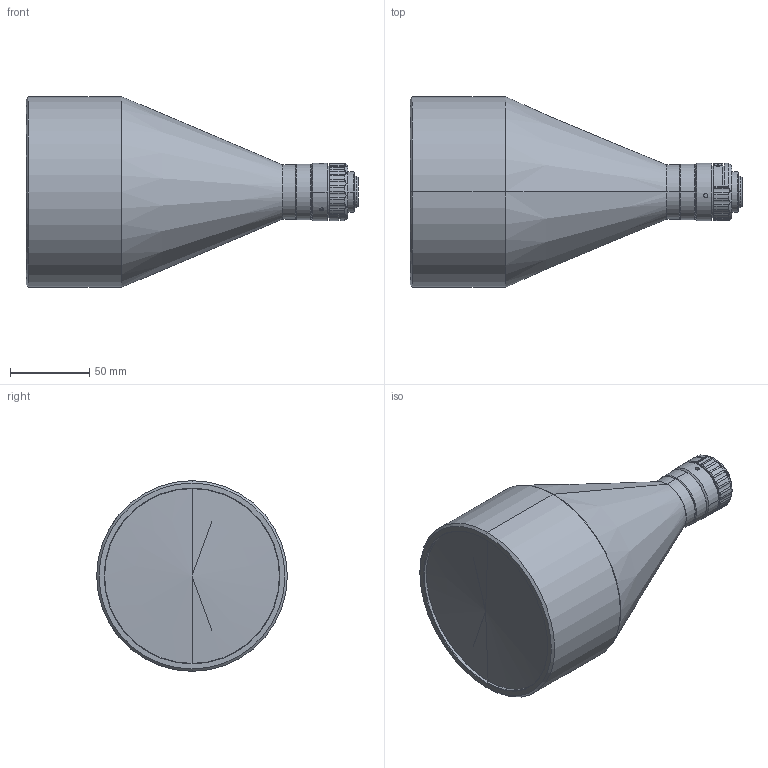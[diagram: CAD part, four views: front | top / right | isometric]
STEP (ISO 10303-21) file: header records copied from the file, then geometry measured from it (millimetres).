
FILE_DESCRIPTION (( 'STEP AP203' ), '1' );
FILE_NAME ('DTCM125-90-AL.STEP', '2019-11-13T03:38:28', ( 'Windows 蚚誧' ), ( '' ), 'SwSTEP 2.0', 'SolidWorks 2017', '' );
FILE_SCHEMA (( 'CONFIG_CONTROL_DESIGN' ));
Length unit declared in the file: millimetre
Products named in the file (1): DTCM125-90-AL
Bounding box: 208.94 x 120 x 120 mm (x, y, z)
Volume: 1229557.9 mm3; surface area: 67665.9 mm2
Topology: 2 solids, 2 shells, 129 faces, 322 edges, 203 vertices
Faces by surface type: cylinder 66, cone 39, plane 20, bspline 4
Entity records: 4473 total; most frequent: CARTESIAN_POINT 1396, ORIENTED_EDGE 636, DIRECTION 620, EDGE_CURVE 318, AXIS2_PLACEMENT_3D 253, VERTEX_POINT 203, EDGE_LOOP 141, ADVANCED_FACE 129
